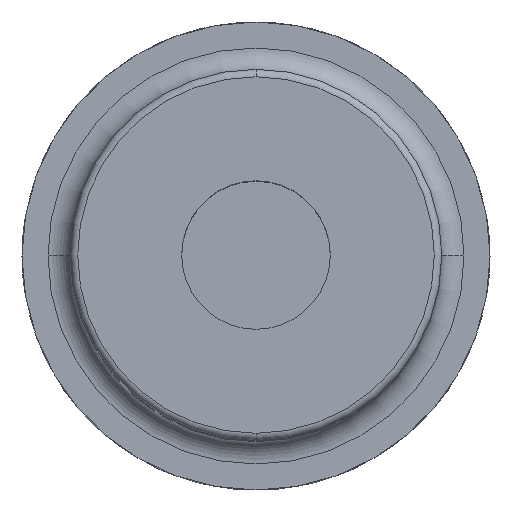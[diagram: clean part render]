
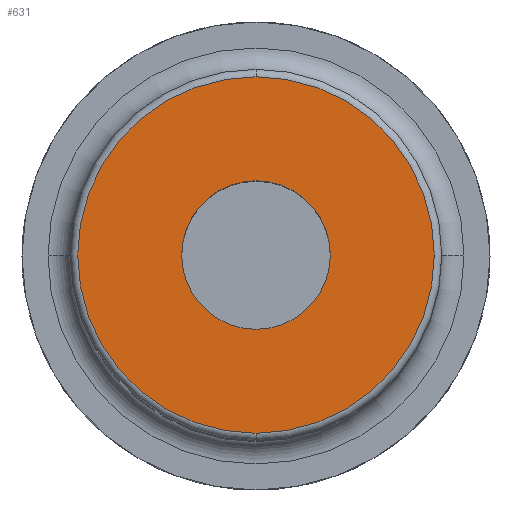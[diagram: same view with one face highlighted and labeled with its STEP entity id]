
A CAD part, top view. The second image highlights one B-rep face of the part: STEP entity #631.
In plain terms, the highlighted planar face has unit normal (0, 0, 1).
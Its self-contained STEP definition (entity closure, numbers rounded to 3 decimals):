
#12 = CARTESIAN_POINT ( 'NONE',  ( 0., 0., 100. ) ) ;
#15 = ORIENTED_EDGE ( 'NONE', *, *, #1588, .F. ) ;
#18 = CARTESIAN_POINT ( 'NONE',  ( 0., 0., 100. ) ) ;
#99 = FACE_BOUND ( 'NONE', #941, .T. ) ;
#143 = DIRECTION ( 'NONE',  ( 0., 0., -1. ) ) ;
#151 = VERTEX_POINT ( 'NONE', #647 ) ;
#225 = CARTESIAN_POINT ( 'NONE',  ( 0., -24., 100. ) ) ;
#268 = CIRCLE ( 'NONE', #1062, 24. ) ;
#299 = DIRECTION ( 'NONE',  ( 0., -1., 0. ) ) ;
#312 = CIRCLE ( 'NONE', #1721, 10. ) ;
#340 = CARTESIAN_POINT ( 'NONE',  ( 0., 24., 100. ) ) ;
#357 = PLANE ( 'NONE',  #670 ) ;
#363 = CARTESIAN_POINT ( 'NONE',  ( 0., 0., 100. ) ) ;
#410 = AXIS2_PLACEMENT_3D ( 'NONE', #18, #1244, #299 ) ;
#412 = AXIS2_PLACEMENT_3D ( 'NONE', #1250, #1515, #416 ) ;
#414 = EDGE_CURVE ( 'NONE', #998, #151, #715, .T. ) ;
#416 = DIRECTION ( 'NONE',  ( 0., 1., 0. ) ) ;
#489 = DIRECTION ( 'NONE',  ( 0., -1., 0. ) ) ;
#537 = FACE_OUTER_BOUND ( 'NONE', #1454, .T. ) ;
#631 = ADVANCED_FACE ( 'NONE', ( #99, #537 ), #357, .T. ) ;
#639 = DIRECTION ( 'NONE',  ( 0., 0., 1. ) ) ;
#647 = CARTESIAN_POINT ( 'NONE',  ( 10., 0., 100. ) ) ;
#670 = AXIS2_PLACEMENT_3D ( 'NONE', #1315, #906, #1175 ) ;
#671 = CIRCLE ( 'NONE', #412, 24. ) ;
#715 = CIRCLE ( 'NONE', #410, 10. ) ;
#823 = EDGE_CURVE ( 'NONE', #1361, #1540, #268, .T. ) ;
#834 = DIRECTION ( 'NONE',  ( 0., 1., 0. ) ) ;
#906 = DIRECTION ( 'NONE',  ( 0., 0., 1. ) ) ;
#941 = EDGE_LOOP ( 'NONE', ( #1415, #15 ) ) ;
#975 = CARTESIAN_POINT ( 'NONE',  ( -10., 0., 100. ) ) ;
#998 = VERTEX_POINT ( 'NONE', #975 ) ;
#1062 = AXIS2_PLACEMENT_3D ( 'NONE', #12, #143, #834 ) ;
#1081 = EDGE_CURVE ( 'NONE', #1540, #1361, #671, .T. ) ;
#1175 = DIRECTION ( 'NONE',  ( 0., -1., 0. ) ) ;
#1233 = ORIENTED_EDGE ( 'NONE', *, *, #823, .F. ) ;
#1244 = DIRECTION ( 'NONE',  ( 0., 0., 1. ) ) ;
#1250 = CARTESIAN_POINT ( 'NONE',  ( 0., 0., 100. ) ) ;
#1315 = CARTESIAN_POINT ( 'NONE',  ( 0., 24., 100. ) ) ;
#1361 = VERTEX_POINT ( 'NONE', #225 ) ;
#1415 = ORIENTED_EDGE ( 'NONE', *, *, #414, .F. ) ;
#1428 = ORIENTED_EDGE ( 'NONE', *, *, #1081, .F. ) ;
#1454 = EDGE_LOOP ( 'NONE', ( #1428, #1233 ) ) ;
#1515 = DIRECTION ( 'NONE',  ( 0., 0., -1. ) ) ;
#1540 = VERTEX_POINT ( 'NONE', #340 ) ;
#1588 = EDGE_CURVE ( 'NONE', #151, #998, #312, .T. ) ;
#1721 = AXIS2_PLACEMENT_3D ( 'NONE', #363, #639, #489 ) ;
